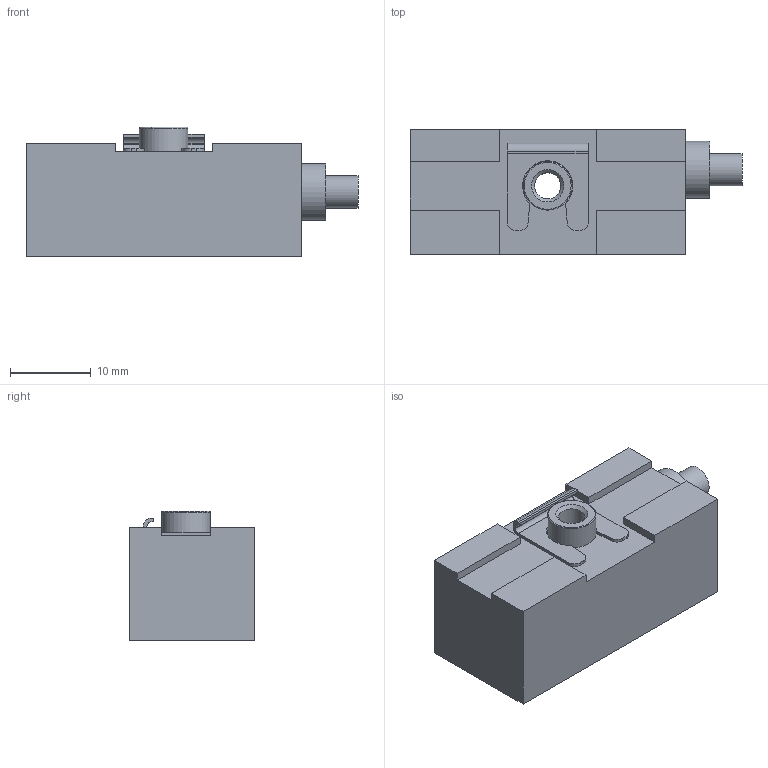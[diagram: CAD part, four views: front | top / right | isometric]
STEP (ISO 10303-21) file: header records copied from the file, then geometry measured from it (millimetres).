
FILE_DESCRIPTION(/* description */ ('STEP AP214'),/* implementation_level */ '2;1');
FILE_NAME(/* name */ '151684_SMTO-1-NS-K-LED-24-C',/* time_stamp */ '2024-09-15T08:37:44+02:00',/* author */ ('License CC BY-ND 4.0'),/* organization */ ('CADENAS'),/* preprocessor_version */ 'ST-DEVELOPER v19.3',/* originating_system */ 'PARTsolutions',/* authorisation */ ' ');
FILE_SCHEMA (('AUTOMOTIVE_DESIGN {1 0 10303 214 3 1 1}'));
Length unit declared in the file: millimetre
Products named in the file (1): 151684 SMTO-1-NS-K-LED-24-C
Bounding box: 41 x 15.5 x 16 mm (x, y, z)
Volume: 7211 mm3; surface area: 2855.5 mm2
Topology: 1 solids, 1 shells, 49 faces, 126 edges, 83 vertices
Faces by surface type: plane 33, cylinder 13, cone 2, torus 1
Full cylindrical faces by diameter (mm): 3.242 x1, 4 x1, 6 x1, 7 x1
Entity records: 1484 total; most frequent: CARTESIAN_POINT 252, DIRECTION 248, ORIENTED_EDGE 238, EDGE_CURVE 119, LINE 90, VECTOR 90, VERTEX_POINT 83, AXIS2_PLACEMENT_3D 79
